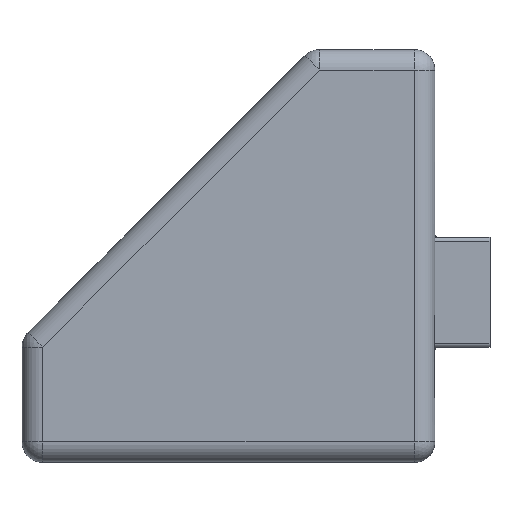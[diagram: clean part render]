
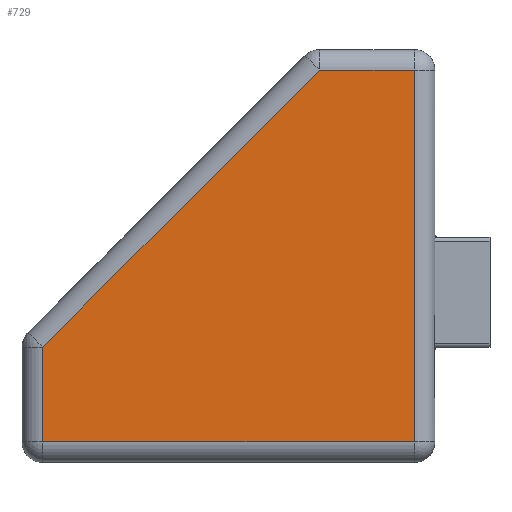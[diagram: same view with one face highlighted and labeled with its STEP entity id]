
A CAD part, left-side view. The second image highlights one B-rep face of the part: STEP entity #729.
In plain terms, the highlighted planar face has unit normal (-1, 0, 0).
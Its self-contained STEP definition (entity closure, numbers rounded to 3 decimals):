
#729=ADVANCED_FACE('NONE',(#2065),#2066,.F.);
#2065=FACE_OUTER_BOUND('',#4028,.T.);
#2066=PLANE('',#4029);
#4028=EDGE_LOOP('',(#6755,#6756,#6757,#6758,#6759));
#4029=AXIS2_PLACEMENT_3D('',#6760,#6761,#6762);
#6755=ORIENTED_EDGE('',*,*,#12813,.T.);
#6756=ORIENTED_EDGE('',*,*,#12814,.T.);
#6757=ORIENTED_EDGE('',*,*,#12815,.T.);
#6758=ORIENTED_EDGE('',*,*,#12816,.T.);
#6759=ORIENTED_EDGE('',*,*,#12817,.T.);
#6760=CARTESIAN_POINT('',(-30.0,0.0,30.0));
#6761=DIRECTION('',(1.0,0.0,0.0));
#6762=DIRECTION('',(0.0,1.0,0.0));
#12813=EDGE_CURVE('NONE',#15402,#15403,#15404,.T.);
#12814=EDGE_CURVE('NONE',#15403,#15405,#15406,.T.);
#12815=EDGE_CURVE('NONE',#15405,#15407,#15408,.T.);
#12816=EDGE_CURVE('NONE',#15407,#15409,#15410,.T.);
#12817=EDGE_CURVE('NONE',#15409,#15402,#15411,.T.);
#15402=VERTEX_POINT('NONE',#19546);
#15403=VERTEX_POINT('NONE',#19547);
#15404=LINE('',#19548,#19549);
#15405=VERTEX_POINT('NONE',#19550);
#15406=LINE('',#19551,#19552);
#15407=VERTEX_POINT('NONE',#19553);
#15408=LINE('',#19554,#19555);
#15409=VERTEX_POINT('NONE',#19556);
#15410=LINE('',#19557,#19558);
#15411=LINE('',#19559,#19560);
#19546=CARTESIAN_POINT('',(-30.0,28.5,1.5));
#19547=CARTESIAN_POINT('',(-30.0,1.5,1.5));
#19548=CARTESIAN_POINT('',(-30.0,0.0,1.5));
#19549=VECTOR('',#25451,1000.0);
#19550=CARTESIAN_POINT('',(-30.0,1.5,28.5));
#19551=CARTESIAN_POINT('',(-30.0,1.5,30.0));
#19552=VECTOR('',#25452,1000.0);
#19553=CARTESIAN_POINT('',(-30.0,8.379,28.5));
#19554=CARTESIAN_POINT('',(-30.0,0.0,28.5));
#19555=VECTOR('',#25453,1000.0);
#19556=CARTESIAN_POINT('',(-30.0,28.5,8.379));
#19557=CARTESIAN_POINT('',(-30.0,3.439,33.439));
#19558=VECTOR('',#25454,1000.0);
#19559=CARTESIAN_POINT('',(-30.0,28.5,30.0));
#19560=VECTOR('',#25455,1000.0);
#25451=DIRECTION('',(0.0,-1.0,0.0));
#25452=DIRECTION('',(0.0,0.0,1.0));
#25453=DIRECTION('',(0.0,1.0,0.0));
#25454=DIRECTION('',(0.0,0.707,-0.707));
#25455=DIRECTION('',(0.0,0.0,-1.0));
